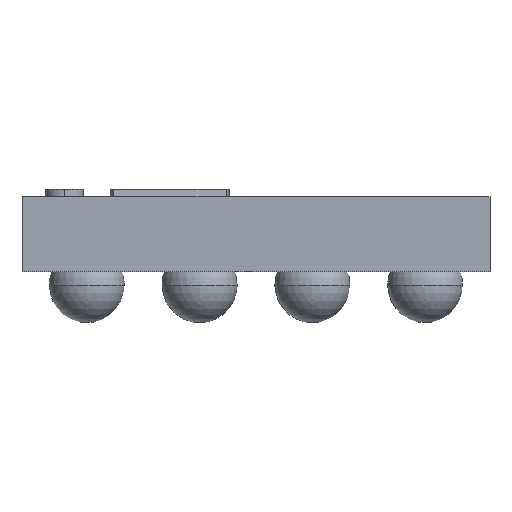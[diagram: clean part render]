
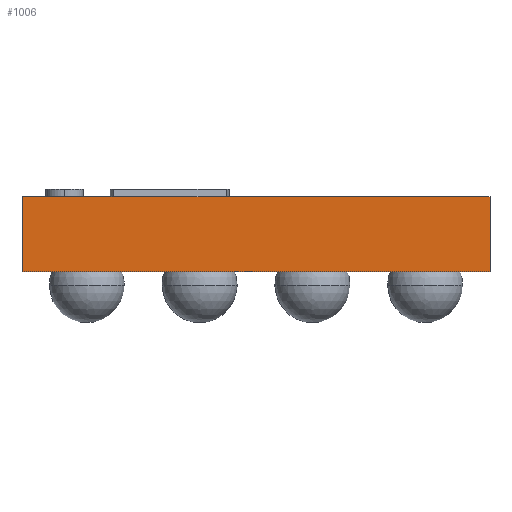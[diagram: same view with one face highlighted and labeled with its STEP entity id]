
A CAD part, left-side view. The second image highlights one B-rep face of the part: STEP entity #1006.
In plain terms, the highlighted planar face has unit normal (-1, 0, 0).
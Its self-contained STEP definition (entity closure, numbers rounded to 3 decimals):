
#44 = VERTEX_POINT ( 'NONE', #2185 ) ;
#463 = VECTOR ( 'NONE', #2597, 1000. ) ;
#497 = FACE_OUTER_BOUND ( 'NONE', #3115, .T. ) ;
#632 = CARTESIAN_POINT ( 'NONE',  ( -1.95, 1.245, 0.4 ) ) ;
#696 = VECTOR ( 'NONE', #6574, 1000. ) ;
#699 = ORIENTED_EDGE ( 'NONE', *, *, #5815, .F. ) ;
#915 = ORIENTED_EDGE ( 'NONE', *, *, #2922, .F. ) ;
#1006 = ADVANCED_FACE ( 'NONE', ( #497 ), #3838, .F. ) ;
#1014 = CARTESIAN_POINT ( 'NONE',  ( -1.95, 1.245, 0. ) ) ;
#1392 = CARTESIAN_POINT ( 'NONE',  ( -1.95, -1.245, 0. ) ) ;
#1548 = DIRECTION ( 'NONE',  ( 1., 0., 0. ) ) ;
#1950 = VECTOR ( 'NONE', #4538, 1000. ) ;
#1960 = EDGE_CURVE ( 'NONE', #2575, #44, #2813, .T. ) ;
#2185 = CARTESIAN_POINT ( 'NONE',  ( -1.95, -1.245, 0. ) ) ;
#2226 = DIRECTION ( 'NONE',  ( 0., 0., -1. ) ) ;
#2575 = VERTEX_POINT ( 'NONE', #1014 ) ;
#2597 = DIRECTION ( 'NONE',  ( 0., 0., -1. ) ) ;
#2813 = LINE ( 'NONE', #1392, #696 ) ;
#2922 = EDGE_CURVE ( 'NONE', #3939, #44, #4212, .T. ) ;
#3115 = EDGE_LOOP ( 'NONE', ( #5819, #915, #699, #7411 ) ) ;
#3262 = CARTESIAN_POINT ( 'NONE',  ( -1.95, -1.245, 0.4 ) ) ;
#3838 = PLANE ( 'NONE',  #5845 ) ;
#3939 = VERTEX_POINT ( 'NONE', #4328 ) ;
#3992 = EDGE_CURVE ( 'NONE', #6935, #2575, #5129, .T. ) ;
#4212 = LINE ( 'NONE', #6599, #463 ) ;
#4328 = CARTESIAN_POINT ( 'NONE',  ( -1.95, -1.245, 0.4 ) ) ;
#4538 = DIRECTION ( 'NONE',  ( 0., -1., 0. ) ) ;
#5129 = LINE ( 'NONE', #632, #6130 ) ;
#5167 = DIRECTION ( 'NONE',  ( 0., 0., -1. ) ) ;
#5343 = CARTESIAN_POINT ( 'NONE',  ( -1.95, 1.245, 0.4 ) ) ;
#5618 = CARTESIAN_POINT ( 'NONE',  ( -1.95, -1.245, 0.4 ) ) ;
#5815 = EDGE_CURVE ( 'NONE', #6935, #3939, #6106, .T. ) ;
#5819 = ORIENTED_EDGE ( 'NONE', *, *, #1960, .T. ) ;
#5845 = AXIS2_PLACEMENT_3D ( 'NONE', #3262, #1548, #2226 ) ;
#6106 = LINE ( 'NONE', #5618, #1950 ) ;
#6130 = VECTOR ( 'NONE', #5167, 1000. ) ;
#6574 = DIRECTION ( 'NONE',  ( 0., -1., 0. ) ) ;
#6599 = CARTESIAN_POINT ( 'NONE',  ( -1.95, -1.245, 0.4 ) ) ;
#6935 = VERTEX_POINT ( 'NONE', #5343 ) ;
#7411 = ORIENTED_EDGE ( 'NONE', *, *, #3992, .T. ) ;
